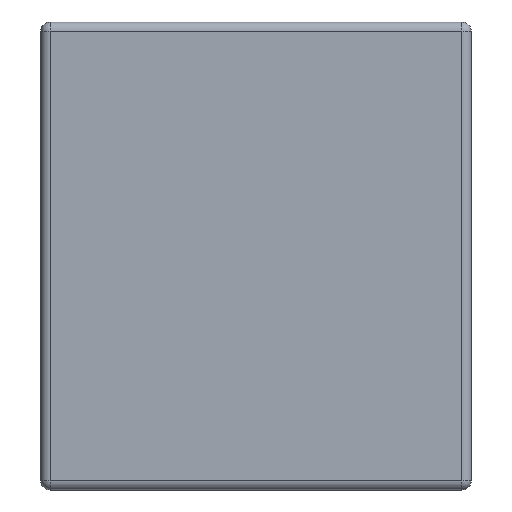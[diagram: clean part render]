
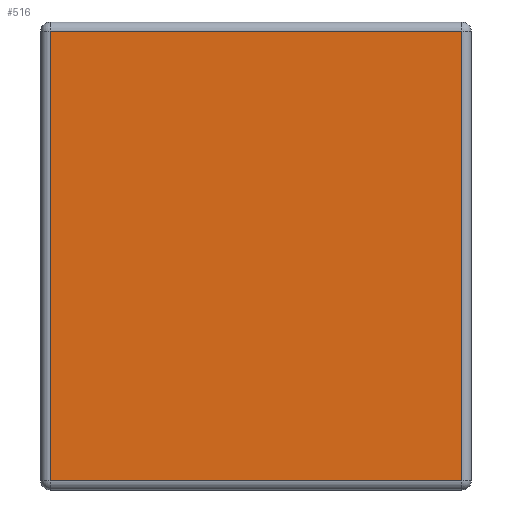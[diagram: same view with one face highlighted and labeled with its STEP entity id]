
A CAD part, left-side view. The second image highlights one B-rep face of the part: STEP entity #516.
In plain terms, the highlighted planar face has unit normal (-1, 0, 0).
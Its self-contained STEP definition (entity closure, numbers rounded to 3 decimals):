
#491 = VERTEX_POINT ( 'NONE', #805 ) ;
#492 = VERTEX_POINT ( 'NONE', #804 ) ;
#496 = VERTEX_POINT ( 'NONE', #856 ) ;
#497 = ORIENTED_EDGE ( 'NONE', *, *, #529, .T. ) ;
#511 = ORIENTED_EDGE ( 'NONE', *, *, #514, .T. ) ;
#513 = EDGE_LOOP ( 'NONE', ( #511, #497, #537, #522 ) ) ;
#514 = EDGE_CURVE ( 'NONE', #491, #492, #913, .T. ) ;
#516 = ADVANCED_FACE ( 'NONE', ( #908 ), #950, .F. ) ;
#520 = EDGE_CURVE ( 'NONE', #496, #521, #945, .T. ) ;
#521 = VERTEX_POINT ( 'NONE', #941 ) ;
#522 = ORIENTED_EDGE ( 'NONE', *, *, #523, .T. ) ;
#523 = EDGE_CURVE ( 'NONE', #521, #491, #940, .T. ) ;
#529 = EDGE_CURVE ( 'NONE', #492, #496, #936, .T. ) ;
#537 = ORIENTED_EDGE ( 'NONE', *, *, #520, .T. ) ;
#804 = CARTESIAN_POINT ( 'NONE',  ( -1.6, 2.25, 1.2 ) ) ;
#805 = CARTESIAN_POINT ( 'NONE',  ( -1.6, 0.05, 1.2 ) ) ;
#856 = CARTESIAN_POINT ( 'NONE',  ( -1.6, 2.25, -1.2 ) ) ;
#908 = FACE_OUTER_BOUND ( 'NONE', #513, .T. ) ;
#909 = DIRECTION ( 'NONE',  ( 0., 1., 0. ) ) ;
#910 = VECTOR ( 'NONE', #909, 1000. ) ;
#911 = CARTESIAN_POINT ( 'NONE',  ( -1.6, 2.3, 1.2 ) ) ;
#913 = LINE ( 'NONE', #911, #910 ) ;
#933 = DIRECTION ( 'NONE',  ( 0., 0., -1. ) ) ;
#934 = VECTOR ( 'NONE', #933, 1000. ) ;
#935 = CARTESIAN_POINT ( 'NONE',  ( -1.6, 2.25, 1.25 ) ) ;
#936 = LINE ( 'NONE', #935, #934 ) ;
#937 = DIRECTION ( 'NONE',  ( 0., 0., 1. ) ) ;
#938 = VECTOR ( 'NONE', #937, 1000. ) ;
#939 = CARTESIAN_POINT ( 'NONE',  ( -1.6, 0.05, 1.25 ) ) ;
#940 = LINE ( 'NONE', #939, #938 ) ;
#941 = CARTESIAN_POINT ( 'NONE',  ( -1.6, 0.05, -1.2 ) ) ;
#942 = DIRECTION ( 'NONE',  ( 0., -1., 0. ) ) ;
#943 = VECTOR ( 'NONE', #942, 1000. ) ;
#944 = CARTESIAN_POINT ( 'NONE',  ( -1.6, 2.3, -1.2 ) ) ;
#945 = LINE ( 'NONE', #944, #943 ) ;
#946 = DIRECTION ( 'NONE',  ( 0., 0., -1. ) ) ;
#947 = DIRECTION ( 'NONE',  ( 1., 0., 0. ) ) ;
#948 = CARTESIAN_POINT ( 'NONE',  ( -1.6, 2.3, 1.25 ) ) ;
#949 = AXIS2_PLACEMENT_3D ( 'NONE', #948, #947, #946 ) ;
#950 = PLANE ( 'NONE',  #949 ) ;
